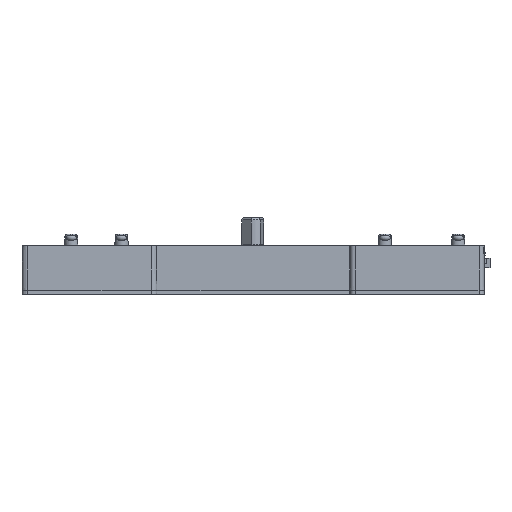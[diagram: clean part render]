
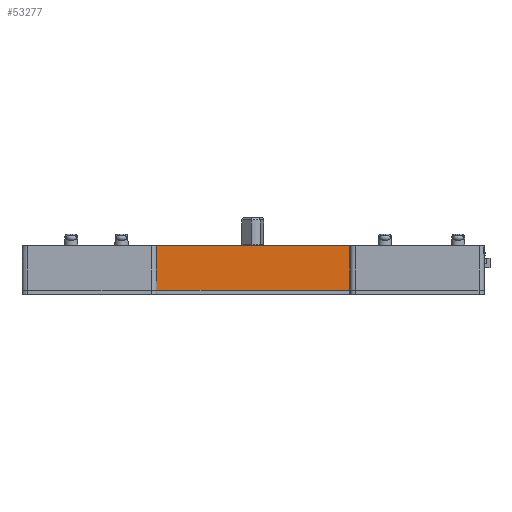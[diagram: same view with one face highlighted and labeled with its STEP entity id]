
A CAD part, front view. The second image highlights one B-rep face of the part: STEP entity #53277.
In plain terms, the highlighted planar face has unit normal (0, -1, 0.009).
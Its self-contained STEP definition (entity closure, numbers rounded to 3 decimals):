
#53258=AXIS2_PLACEMENT_3D('Plane Axis2P3D',#53255,#53256,#53257) ;
#46665=CARTESIAN_POINT('Vertex',(17.75,-58.,-3.668)) ;
#46685=CARTESIAN_POINT('Line Origine',(-8.875,-58.,-3.668)) ;
#46689=CARTESIAN_POINT('Vertex',(-17.75,-58.,-3.668)) ;
#53241=CARTESIAN_POINT('Vertex',(17.821,-57.929,4.45)) ;
#53245=CARTESIAN_POINT('Control Point',(17.75,-58.,-3.668)) ;
#53246=CARTESIAN_POINT('Control Point',(17.821,-57.929,4.45)) ;
#53255=CARTESIAN_POINT('Axis2P3D Location',(-8.875,-58.,-3.668)) ;
#53260=CARTESIAN_POINT('Line Origine',(-8.875,-57.929,4.45)) ;
#53264=CARTESIAN_POINT('Vertex',(-17.821,-57.929,4.45)) ;
#53268=CARTESIAN_POINT('Control Point',(-17.75,-58.,-3.668)) ;
#53269=CARTESIAN_POINT('Control Point',(-17.821,-57.929,4.45)) ;
#46686=DIRECTION('Vector Direction',(-1.,0.,0.)) ;
#53256=DIRECTION('Axis2P3D Direction',(0.,-1.,0.009)) ;
#53257=DIRECTION('Axis2P3D XDirection',(-1.,0.,0.)) ;
#53261=DIRECTION('Vector Direction',(-1.,0.,0.)) ;
#46687=VECTOR('Line Direction',#46686,1.) ;
#53262=VECTOR('Line Direction',#53261,1.) ;
#53272=ORIENTED_EDGE('',*,*,#53247,.T.) ;
#53273=ORIENTED_EDGE('',*,*,#53266,.T.) ;
#53274=ORIENTED_EDGE('',*,*,#53270,.F.) ;
#53275=ORIENTED_EDGE('',*,*,#46691,.T.) ;
#53277=ADVANCED_FACE('PartBody ( *SOL47739 - wsp *MASTER -  -Non Smart-  )',(#53276),#53259,.T.) ;
#53244=B_SPLINE_CURVE_WITH_KNOTS('',1,(#53245,#53246),.UNSPECIFIED.,.F.,.U.,(2,2),(-4.932,3.187),.UNSPECIFIED.) ;
#53267=B_SPLINE_CURVE_WITH_KNOTS('',1,(#53268,#53269),.UNSPECIFIED.,.F.,.U.,(2,2),(-4.932,3.187),.UNSPECIFIED.) ;
#46691=EDGE_CURVE('',#46690,#46666,#46688,.F.) ;
#53247=EDGE_CURVE('',#46666,#53242,#53244,.T.) ;
#53266=EDGE_CURVE('',#53242,#53265,#53263,.T.) ;
#53270=EDGE_CURVE('',#46690,#53265,#53267,.T.) ;
#53271=EDGE_LOOP('',(#53272,#53273,#53274,#53275)) ;
#53276=FACE_OUTER_BOUND('',#53271,.T.) ;
#46688=LINE('Line',#46685,#46687) ;
#53263=LINE('Line',#53260,#53262) ;
#53259=PLANE('',#53258) ;
#46666=VERTEX_POINT('',#46665) ;
#46690=VERTEX_POINT('',#46689) ;
#53242=VERTEX_POINT('',#53241) ;
#53265=VERTEX_POINT('',#53264) ;
